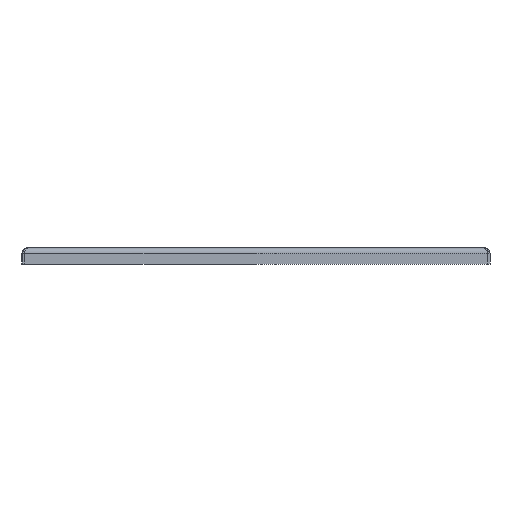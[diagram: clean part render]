
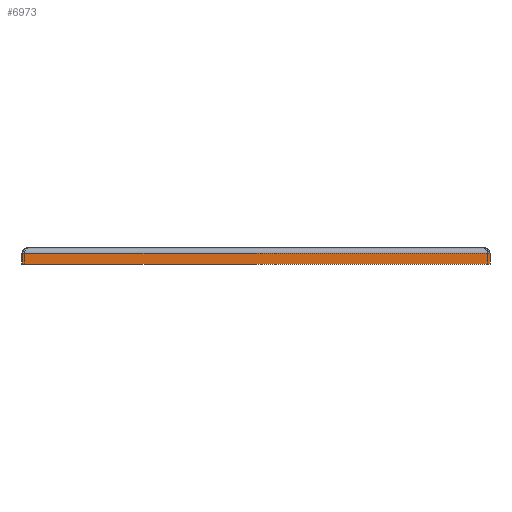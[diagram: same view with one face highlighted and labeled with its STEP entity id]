
A CAD part, front view. The second image highlights one B-rep face of the part: STEP entity #6973.
In plain terms, the highlighted planar face has unit normal (0, -1, 0).
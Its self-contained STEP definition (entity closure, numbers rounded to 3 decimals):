
#6946=AXIS2_PLACEMENT_3D('Plane Axis2P3D',#6943,#6944,#6945) ;
#6388=CARTESIAN_POINT('Vertex',(0.,0.,8.)) ;
#6391=CARTESIAN_POINT('Line Origine',(-172.537,0.,8.)) ;
#6395=CARTESIAN_POINT('Vertex',(345.,0.,8.)) ;
#6943=CARTESIAN_POINT('Axis2P3D Location',(172.5,0.,12.)) ;
#6948=CARTESIAN_POINT('Line Origine',(172.5,0.,0.)) ;
#6952=CARTESIAN_POINT('Vertex',(0.,0.,0.)) ;
#6954=CARTESIAN_POINT('Vertex',(345.,0.,0.)) ;
#6957=CARTESIAN_POINT('Line Origine',(345.,0.,4.)) ;
#6962=CARTESIAN_POINT('Line Origine',(0.,0.,4.)) ;
#6392=DIRECTION('Vector Direction',(1.,0.,0.)) ;
#6944=DIRECTION('Axis2P3D Direction',(0.,1.,0.)) ;
#6945=DIRECTION('Axis2P3D XDirection',(0.,0.,1.)) ;
#6949=DIRECTION('Vector Direction',(1.,0.,0.)) ;
#6958=DIRECTION('Vector Direction',(0.,0.,-1.)) ;
#6963=DIRECTION('Vector Direction',(0.,0.,-1.)) ;
#6393=VECTOR('Line Direction',#6392,1.) ;
#6950=VECTOR('Line Direction',#6949,1.) ;
#6959=VECTOR('Line Direction',#6958,1.) ;
#6964=VECTOR('Line Direction',#6963,1.) ;
#6968=ORIENTED_EDGE('',*,*,#6956,.T.) ;
#6969=ORIENTED_EDGE('',*,*,#6961,.F.) ;
#6970=ORIENTED_EDGE('',*,*,#6397,.F.) ;
#6971=ORIENTED_EDGE('',*,*,#6966,.T.) ;
#6973=ADVANCED_FACE('Schnitt-Linear austragen7',(#6972),#6947,.F.) ;
#6397=EDGE_CURVE('',#6389,#6396,#6394,.T.) ;
#6956=EDGE_CURVE('',#6953,#6955,#6951,.T.) ;
#6961=EDGE_CURVE('',#6396,#6955,#6960,.T.) ;
#6966=EDGE_CURVE('',#6389,#6953,#6965,.T.) ;
#6967=EDGE_LOOP('',(#6968,#6969,#6970,#6971)) ;
#6972=FACE_OUTER_BOUND('',#6967,.T.) ;
#6394=LINE('Line',#6391,#6393) ;
#6951=LINE('Line',#6948,#6950) ;
#6960=LINE('Line',#6957,#6959) ;
#6965=LINE('Line',#6962,#6964) ;
#6947=PLANE('',#6946) ;
#6389=VERTEX_POINT('',#6388) ;
#6396=VERTEX_POINT('',#6395) ;
#6953=VERTEX_POINT('',#6952) ;
#6955=VERTEX_POINT('',#6954) ;
